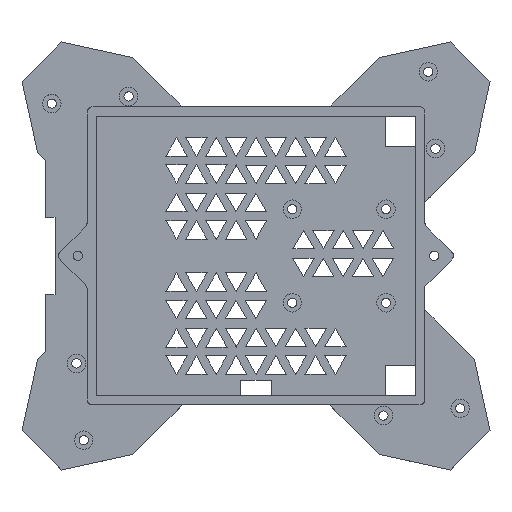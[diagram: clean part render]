
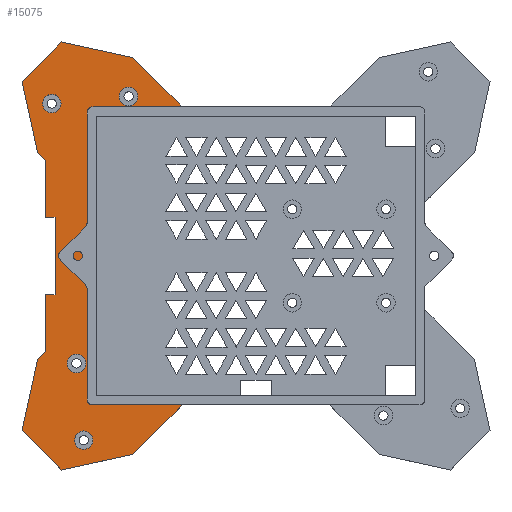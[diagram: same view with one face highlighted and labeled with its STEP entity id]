
A CAD part, top view. The second image highlights one B-rep face of the part: STEP entity #15075.
In plain terms, the highlighted planar face has unit normal (0, 0, 1).
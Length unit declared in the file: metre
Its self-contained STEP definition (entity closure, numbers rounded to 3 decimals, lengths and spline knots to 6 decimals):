
#87=CIRCLE('',#15835,0.003);
#88=CIRCLE('',#15836,0.003);
#89=CIRCLE('',#15837,0.003);
#90=CIRCLE('',#15838,0.003);
#135=B_SPLINE_CURVE_WITH_KNOTS('',3,(#22884,#22885,#22886,#22887,#22888,
#22889,#22890),.UNSPECIFIED.,.F.,.F.,(4,1,1,1,4),(0.,0.000809,
0.001617,0.002426,0.003235),
 .UNSPECIFIED.);
#136=B_SPLINE_CURVE_WITH_KNOTS('',3,(#22891,#22892,#22893,#22894,#22895,
#22896,#22897),.UNSPECIFIED.,.F.,.F.,(4,1,1,1,4),(0.,0.000809,
0.001617,0.002426,0.003235),
 .UNSPECIFIED.);
#1651=ORIENTED_EDGE('',*,*,#5866,.F.);
#1652=ORIENTED_EDGE('',*,*,#5867,.F.);
#1653=ORIENTED_EDGE('',*,*,#5868,.F.);
#1654=ORIENTED_EDGE('',*,*,#5869,.F.);
#1655=ORIENTED_EDGE('',*,*,#5870,.F.);
#1656=ORIENTED_EDGE('',*,*,#5871,.T.);
#1657=ORIENTED_EDGE('',*,*,#4626,.F.);
#1658=ORIENTED_EDGE('',*,*,#5872,.T.);
#1659=ORIENTED_EDGE('',*,*,#5306,.F.);
#1660=ORIENTED_EDGE('',*,*,#5873,.T.);
#1661=ORIENTED_EDGE('',*,*,#5874,.F.);
#1662=ORIENTED_EDGE('',*,*,#5875,.F.);
#1663=ORIENTED_EDGE('',*,*,#5876,.F.);
#1664=ORIENTED_EDGE('',*,*,#5877,.T.);
#1665=ORIENTED_EDGE('',*,*,#5878,.T.);
#1666=ORIENTED_EDGE('',*,*,#5879,.T.);
#1667=ORIENTED_EDGE('',*,*,#5880,.T.);
#1668=ORIENTED_EDGE('',*,*,#5881,.T.);
#1669=ORIENTED_EDGE('',*,*,#5882,.T.);
#1670=ORIENTED_EDGE('',*,*,#5883,.T.);
#1671=ORIENTED_EDGE('',*,*,#5884,.F.);
#1672=ORIENTED_EDGE('',*,*,#4503,.F.);
#1673=ORIENTED_EDGE('',*,*,#5885,.T.);
#1674=ORIENTED_EDGE('',*,*,#5886,.T.);
#4503=EDGE_CURVE('',#6646,#6647,#8092,.T.);
#4626=EDGE_CURVE('',#6769,#6770,#8212,.T.);
#5306=EDGE_CURVE('',#7431,#7432,#8887,.T.);
#5866=EDGE_CURVE('',#7958,#7958,#87,.T.);
#5867=EDGE_CURVE('',#7959,#7959,#88,.T.);
#5868=EDGE_CURVE('',#7960,#7960,#89,.T.);
#5869=EDGE_CURVE('',#7961,#7961,#90,.T.);
#5870=EDGE_CURVE('',#7962,#7963,#9403,.T.);
#5871=EDGE_CURVE('',#7962,#6770,#135,.T.);
#5872=EDGE_CURVE('',#6769,#7432,#136,.T.);
#5873=EDGE_CURVE('',#7431,#7964,#9404,.T.);
#5874=EDGE_CURVE('',#7965,#7964,#9405,.T.);
#5875=EDGE_CURVE('',#7966,#7965,#9406,.T.);
#5876=EDGE_CURVE('',#7967,#7966,#9407,.T.);
#5877=EDGE_CURVE('',#7967,#7968,#9408,.T.);
#5878=EDGE_CURVE('',#7968,#7969,#9409,.T.);
#5879=EDGE_CURVE('',#7969,#7970,#9410,.T.);
#5880=EDGE_CURVE('',#7970,#7971,#9411,.T.);
#5881=EDGE_CURVE('',#7971,#7972,#9412,.T.);
#5882=EDGE_CURVE('',#7972,#7973,#9413,.T.);
#5883=EDGE_CURVE('',#7973,#7974,#9414,.T.);
#5884=EDGE_CURVE('',#6647,#7974,#9415,.T.);
#5885=EDGE_CURVE('',#6646,#7975,#9416,.T.);
#5886=EDGE_CURVE('',#7975,#7963,#9417,.T.);
#6646=VERTEX_POINT('',#20068);
#6647=VERTEX_POINT('',#20070);
#6769=VERTEX_POINT('',#20324);
#6770=VERTEX_POINT('',#20326);
#7431=VERTEX_POINT('',#21696);
#7432=VERTEX_POINT('',#21698);
#7958=VERTEX_POINT('',#22874);
#7959=VERTEX_POINT('',#22876);
#7960=VERTEX_POINT('',#22878);
#7961=VERTEX_POINT('',#22880);
#7962=VERTEX_POINT('',#22882);
#7963=VERTEX_POINT('',#22883);
#7964=VERTEX_POINT('',#22899);
#7965=VERTEX_POINT('',#22901);
#7966=VERTEX_POINT('',#22903);
#7967=VERTEX_POINT('',#22905);
#7968=VERTEX_POINT('',#22907);
#7969=VERTEX_POINT('',#22909);
#7970=VERTEX_POINT('',#22911);
#7971=VERTEX_POINT('',#22913);
#7972=VERTEX_POINT('',#22915);
#7973=VERTEX_POINT('',#22917);
#7974=VERTEX_POINT('',#22919);
#7975=VERTEX_POINT('',#22922);
#8092=LINE('',#20069,#10099);
#8212=LINE('',#20325,#10219);
#8887=LINE('',#21697,#10894);
#9403=LINE('',#22881,#11410);
#9404=LINE('',#22898,#11411);
#9405=LINE('',#22900,#11412);
#9406=LINE('',#22902,#11413);
#9407=LINE('',#22904,#11414);
#9408=LINE('',#22906,#11415);
#9409=LINE('',#22908,#11416);
#9410=LINE('',#22910,#11417);
#9411=LINE('',#22912,#11418);
#9412=LINE('',#22914,#11419);
#9413=LINE('',#22916,#11420);
#9414=LINE('',#22918,#11421);
#9415=LINE('',#22920,#11422);
#9416=LINE('',#22921,#11423);
#9417=LINE('',#22923,#11424);
#10099=VECTOR('',#16543,1.);
#10219=VECTOR('',#16665,1.);
#10894=VECTOR('',#17370,1.);
#11410=VECTOR('',#17998,1.);
#11411=VECTOR('',#17999,1.);
#11412=VECTOR('',#18000,1.);
#11413=VECTOR('',#18001,1.);
#11414=VECTOR('',#18002,1.);
#11415=VECTOR('',#18003,1.);
#11416=VECTOR('',#18004,1.);
#11417=VECTOR('',#18005,1.);
#11418=VECTOR('',#18006,1.);
#11419=VECTOR('',#18007,1.);
#11420=VECTOR('',#18008,1.);
#11421=VECTOR('',#18009,1.);
#11422=VECTOR('',#18010,1.);
#11423=VECTOR('',#18011,1.);
#11424=VECTOR('',#18012,1.);
#12507=EDGE_LOOP('',(#1651));
#12508=EDGE_LOOP('',(#1652));
#12509=EDGE_LOOP('',(#1653));
#12510=EDGE_LOOP('',(#1654));
#12511=EDGE_LOOP('',(#1655,#1656,#1657,#1658,#1659,#1660,#1661,#1662,#1663,
#1664,#1665,#1666,#1667,#1668,#1669,#1670,#1671,#1672,#1673,#1674));
#13646=FACE_BOUND('',#12507,.T.);
#13647=FACE_BOUND('',#12508,.T.);
#13648=FACE_BOUND('',#12509,.T.);
#13649=FACE_BOUND('',#12510,.T.);
#13650=FACE_BOUND('',#12511,.T.);
#14392=PLANE('',#15834);
#15075=ADVANCED_FACE('',(#13646,#13647,#13648,#13649,#13650),#14392,.T.);
#15834=AXIS2_PLACEMENT_3D('',#22872,#17988,#17989);
#15835=AXIS2_PLACEMENT_3D('',#22873,#17990,#17991);
#15836=AXIS2_PLACEMENT_3D('',#22875,#17992,#17993);
#15837=AXIS2_PLACEMENT_3D('',#22877,#17994,#17995);
#15838=AXIS2_PLACEMENT_3D('',#22879,#17996,#17997);
#16543=DIRECTION('',(-0.707,0.707,0.));
#16665=DIRECTION('',(0.,-1.,0.));
#17370=DIRECTION('',(-1.,0.,0.));
#17988=DIRECTION('',(0.,0.,1.));
#17989=DIRECTION('',(1.,0.,0.));
#17990=DIRECTION('',(0.,0.,1.));
#17991=DIRECTION('',(1.,0.,0.));
#17992=DIRECTION('',(0.,0.,1.));
#17993=DIRECTION('',(1.,0.,0.));
#17994=DIRECTION('',(0.,0.,1.));
#17995=DIRECTION('',(1.,0.,0.));
#17996=DIRECTION('',(0.,0.,1.));
#17997=DIRECTION('',(1.,0.,0.));
#17998=DIRECTION('',(1.,0.,0.));
#17999=DIRECTION('',(-0.707,0.707,0.));
#18000=DIRECTION('',(0.977,-0.214,0.));
#18001=DIRECTION('',(0.707,0.707,0.));
#18002=DIRECTION('',(-0.214,0.977,0.));
#18003=DIRECTION('',(0.707,-0.707,0.));
#18004=DIRECTION('',(0.,-1.,0.));
#18005=DIRECTION('',(1.,0.,0.));
#18006=DIRECTION('',(0.,-1.,0.));
#18007=DIRECTION('',(-1.,0.,0.));
#18008=DIRECTION('',(0.,-1.,0.));
#18009=DIRECTION('',(-0.707,-0.707,0.));
#18010=DIRECTION('',(0.214,0.977,0.));
#18011=DIRECTION('',(0.977,0.214,0.));
#18012=DIRECTION('',(0.707,0.707,0.));
#20068=CARTESIAN_POINT('',(-0.063343,-0.069684,0.02));
#20069=CARTESIAN_POINT('',(-0.075802,-0.057225,0.02));
#20070=CARTESIAN_POINT('',(-0.076184,-0.056843,0.02));
#20324=CARTESIAN_POINT('',(-0.055,0.0465,0.02));
#20325=CARTESIAN_POINT('',(-0.055,0.,0.02));
#20326=CARTESIAN_POINT('',(-0.055,-0.0465,0.02));
#21696=CARTESIAN_POINT('',(-0.024059,0.0485,0.02));
#21697=CARTESIAN_POINT('',(0.,0.0485,0.02));
#21698=CARTESIAN_POINT('',(-0.053,0.0485,0.02));
#22872=CARTESIAN_POINT('',(0.,0.,0.02));
#22873=CARTESIAN_POINT('',(-0.056099,-0.059958,0.02));
#22874=CARTESIAN_POINT('',(-0.053099,-0.059958,0.02));
#22875=CARTESIAN_POINT('',(-0.066458,0.049599,0.02));
#22876=CARTESIAN_POINT('',(-0.063458,0.049599,0.02));
#22877=CARTESIAN_POINT('',(-0.041479,0.05195,0.02));
#22878=CARTESIAN_POINT('',(-0.038479,0.05195,0.02));
#22879=CARTESIAN_POINT('',(-0.05845,-0.034979,0.02));
#22880=CARTESIAN_POINT('',(-0.05545,-0.034979,0.02));
#22881=CARTESIAN_POINT('',(0.,-0.0485,0.02));
#22882=CARTESIAN_POINT('',(-0.053,-0.0485,0.02));
#22883=CARTESIAN_POINT('',(-0.024059,-0.0485,0.02));
#22884=CARTESIAN_POINT('',(-0.053,-0.0485,0.02));
#22885=CARTESIAN_POINT('',(-0.053271,-0.0485,0.02));
#22886=CARTESIAN_POINT('',(-0.053816,-0.048464,0.02));
#22887=CARTESIAN_POINT('',(-0.054554,-0.048056,0.02));
#22888=CARTESIAN_POINT('',(-0.054964,-0.047316,0.02));
#22889=CARTESIAN_POINT('',(-0.055,-0.046772,0.02));
#22890=CARTESIAN_POINT('',(-0.055,-0.0465,0.02));
#22891=CARTESIAN_POINT('',(-0.055,0.0465,0.02));
#22892=CARTESIAN_POINT('',(-0.055,0.046771,0.02));
#22893=CARTESIAN_POINT('',(-0.054964,0.047316,0.02));
#22894=CARTESIAN_POINT('',(-0.054556,0.048054,0.02));
#22895=CARTESIAN_POINT('',(-0.053816,0.048464,0.02));
#22896=CARTESIAN_POINT('',(-0.053272,0.0485,0.02));
#22897=CARTESIAN_POINT('',(-0.053,0.0485,0.02));
#22898=CARTESIAN_POINT('',(-0.032105,0.056546,0.02));
#22899=CARTESIAN_POINT('',(-0.040151,0.064592,0.02));
#22900=CARTESIAN_POINT('',(-0.051747,0.067138,0.02));
#22901=CARTESIAN_POINT('',(-0.063343,0.069684,0.02));
#22902=CARTESIAN_POINT('',(-0.069763,0.063263,0.02));
#22903=CARTESIAN_POINT('',(-0.076184,0.056843,0.02));
#22904=CARTESIAN_POINT('',(-0.073638,0.045247,0.02));
#22905=CARTESIAN_POINT('',(-0.071092,0.033651,0.02));
#22906=CARTESIAN_POINT('',(-0.069763,0.032322,0.02));
#22907=CARTESIAN_POINT('',(-0.068435,0.030994,0.02));
#22908=CARTESIAN_POINT('',(-0.068435,0.021776,0.02));
#22909=CARTESIAN_POINT('',(-0.068435,0.012559,0.02));
#22910=CARTESIAN_POINT('',(-0.066935,0.012559,0.02));
#22911=CARTESIAN_POINT('',(-0.065435,0.012559,0.02));
#22912=CARTESIAN_POINT('',(-0.065435,0.,0.02));
#22913=CARTESIAN_POINT('',(-0.065435,-0.012559,0.02));
#22914=CARTESIAN_POINT('',(-0.051998,-0.012559,0.02));
#22915=CARTESIAN_POINT('',(-0.068435,-0.012559,0.02));
#22916=CARTESIAN_POINT('',(-0.068435,0.,0.02));
#22917=CARTESIAN_POINT('',(-0.068435,-0.030994,0.02));
#22918=CARTESIAN_POINT('',(-0.069763,-0.032322,0.02));
#22919=CARTESIAN_POINT('',(-0.071092,-0.033651,0.02));
#22920=CARTESIAN_POINT('',(-0.073638,-0.045247,0.02));
#22921=CARTESIAN_POINT('',(-0.051747,-0.067138,0.02));
#22922=CARTESIAN_POINT('',(-0.040151,-0.064592,0.02));
#22923=CARTESIAN_POINT('',(-0.032105,-0.056546,0.02));
